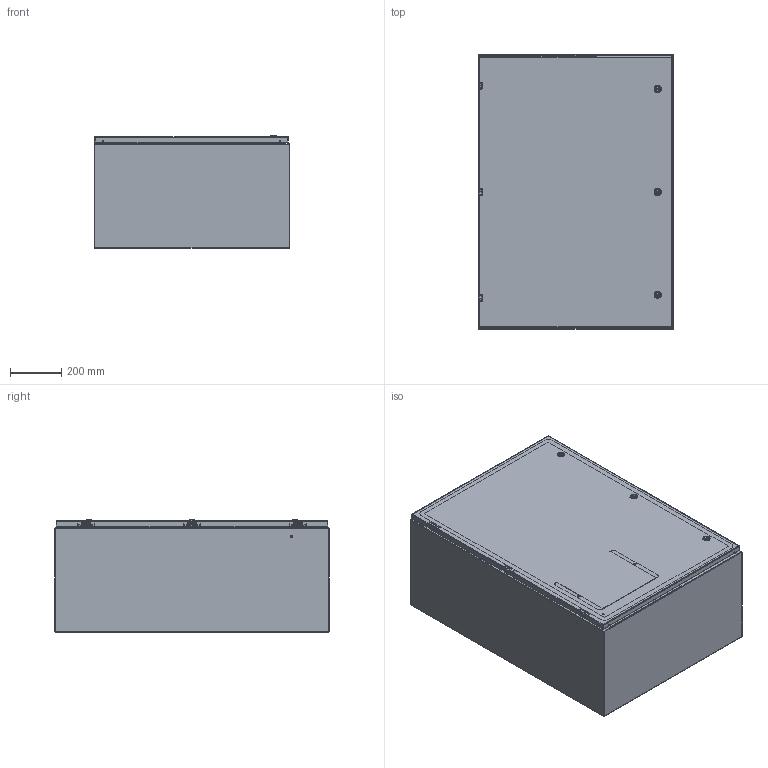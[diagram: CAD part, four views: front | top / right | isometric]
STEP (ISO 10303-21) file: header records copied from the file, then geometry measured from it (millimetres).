
FILE_DESCRIPTION (( 'STEP AP203' ), '1' );
FILE_NAME ('SCE-42EL3016LPLG.step', '2021-02-09T16:24:53', ( 'ADC123' ), ( 'Microsoft' ), 'SwSTEP 2.0', 'SolidWorks 2019', '' );
FILE_SCHEMA (( 'CONFIG_CONTROL_DESIGN' ));
Length unit declared in the file: inch
Products named in the file (1): SCE-42EL3016LPLG
Bounding box: 762 x 1066.8 x 437.65 mm (x, y, z)
Surface area: 8556047 mm2 (no closed solid volume)
Topology: 0 solids, 67 shells, 3818 faces, 9937 edges, 6239 vertices
Faces by surface type: plane 1807, cylinder 1058, bspline 833, cone 87, torus 33
Full cylindrical faces by diameter (mm): 1.016 x3, 3.454 x3, 3.962 x3, 3.978 x3, 4.318 x9, 4.369 x6, 4.775 x4, 4.978 x12, 5 x3, 5.182 x6, 5.207 x6, 5.232 x6, 5.5 x3, 5.537 x3, 6.096 x6, 6.198 x6, 6.299 x4, 6.35 x6, 6.363 x2, 6.756 x6, 7.137 x4, 8.433 x6, 9.296 x6, 9.322 x6, 9.525 x6, 9.9 x3, 10 x3, 11.112 x4, 12.7 x6, 12.8 x3
Entity records: 159655 total; most frequent: CARTESIAN_POINT 75943, ORIENTED_EDGE 18557, DIRECTION 14997, EDGE_CURVE 9291, VERTEX_POINT 6057, AXIS2_PLACEMENT_3D 5159, VECTOR 4679, LINE 4679
